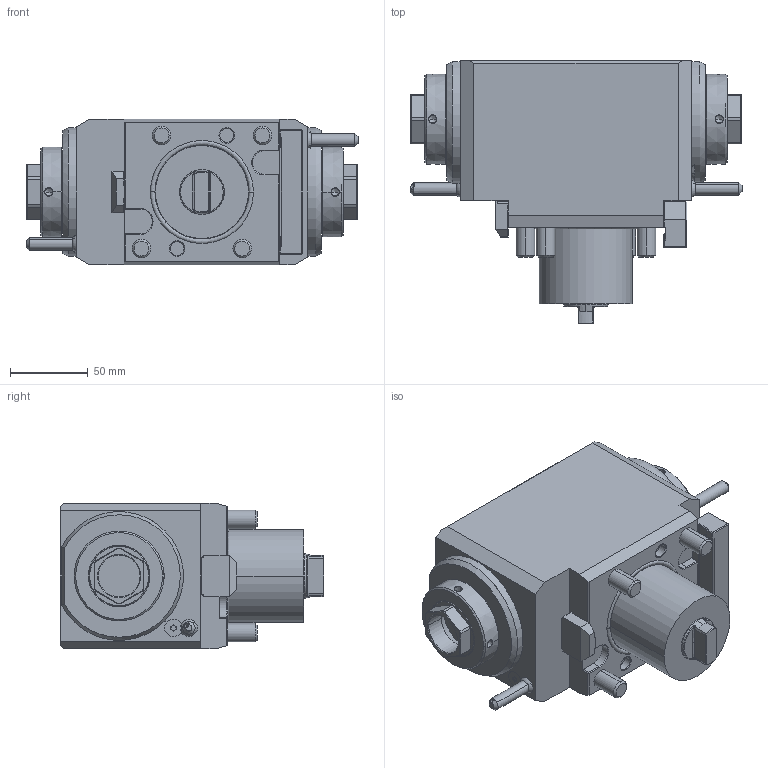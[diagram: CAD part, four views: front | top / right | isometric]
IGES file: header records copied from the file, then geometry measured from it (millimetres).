
Start section:  PTC IGES file: ngt2_60_201_32d_2_3_70_ja.igs
Global section: file name: ngt2_60_201_32d_2_3_70_ja.igs; native system: Pro/ENGINEER by Parametric Technology Corporation; preprocessor: 2010280; author: vali; organization: Unknown; date: 20191202.102450; units: millimetre
Bounding box: 214.09 x 170 x 94 mm (x, y, z)
Volume: 1768319.1 mm3; surface area: 118428.6 mm2
Topology: 1 solids, 1 shells, 473 faces, 1108 edges, 648 vertices
Faces by surface type: revolution 242, bspline 231
